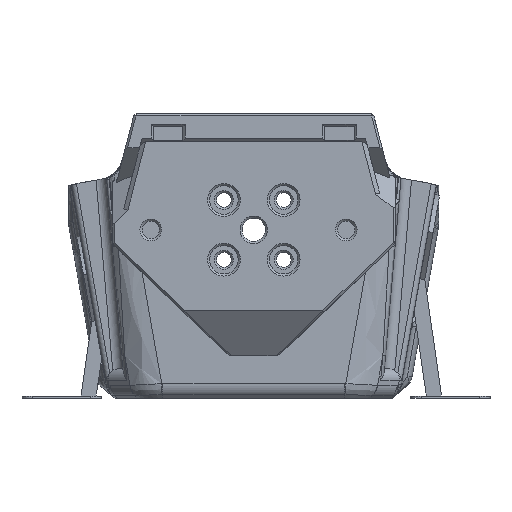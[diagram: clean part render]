
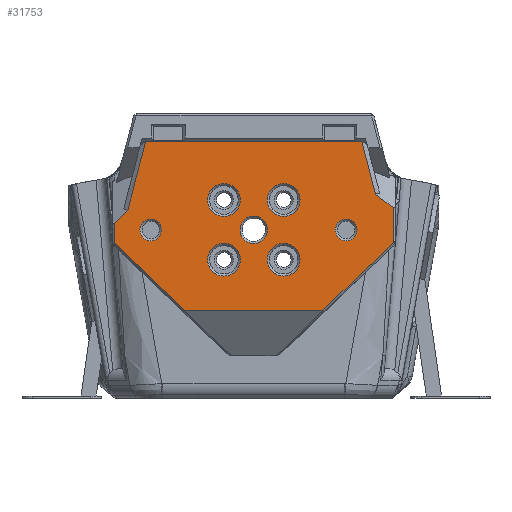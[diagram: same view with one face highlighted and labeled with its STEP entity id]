
A CAD part, front view. The second image highlights one B-rep face of the part: STEP entity #31753.
In plain terms, the highlighted planar face has unit normal (0, -1, 0).
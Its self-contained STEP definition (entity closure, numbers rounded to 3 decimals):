
#2456=CIRCLE('',#34284,2.05);
#2457=CIRCLE('',#34285,2.05);
#2458=CIRCLE('',#34286,2.6);
#2459=CIRCLE('',#34287,3.1);
#2460=CIRCLE('',#34288,3.1);
#2461=CIRCLE('',#34289,3.1);
#2462=CIRCLE('',#34290,3.1);
#8811=ORIENTED_EDGE('',*,*,#15405,.T.);
#8812=ORIENTED_EDGE('',*,*,#15406,.T.);
#8813=ORIENTED_EDGE('',*,*,#12694,.F.);
#8814=ORIENTED_EDGE('',*,*,#15407,.T.);
#8815=ORIENTED_EDGE('',*,*,#15408,.T.);
#8816=ORIENTED_EDGE('',*,*,#15409,.T.);
#8817=ORIENTED_EDGE('',*,*,#15410,.T.);
#8818=ORIENTED_EDGE('',*,*,#15411,.T.);
#8819=ORIENTED_EDGE('',*,*,#15412,.T.);
#8820=ORIENTED_EDGE('',*,*,#15413,.T.);
#8821=ORIENTED_EDGE('',*,*,#12703,.F.);
#8822=ORIENTED_EDGE('',*,*,#15414,.T.);
#8823=ORIENTED_EDGE('',*,*,#15415,.T.);
#8824=ORIENTED_EDGE('',*,*,#15416,.F.);
#8825=ORIENTED_EDGE('',*,*,#15417,.F.);
#8826=ORIENTED_EDGE('',*,*,#15418,.T.);
#8827=ORIENTED_EDGE('',*,*,#15419,.T.);
#12694=EDGE_CURVE('',#17355,#17356,#20280,.T.);
#12703=EDGE_CURVE('',#17364,#17365,#20289,.F.);
#15405=EDGE_CURVE('',#19046,#19046,#2456,.T.);
#15406=EDGE_CURVE('',#19047,#19047,#2457,.T.);
#15407=EDGE_CURVE('',#17355,#19048,#21814,.T.);
#15408=EDGE_CURVE('',#19048,#19049,#21815,.F.);
#15409=EDGE_CURVE('',#19049,#19050,#21816,.T.);
#15410=EDGE_CURVE('',#19050,#19051,#21817,.T.);
#15411=EDGE_CURVE('',#19051,#19052,#21818,.T.);
#15412=EDGE_CURVE('',#19052,#19053,#21819,.T.);
#15413=EDGE_CURVE('',#19053,#17365,#21820,.T.);
#15414=EDGE_CURVE('',#17364,#17356,#21821,.T.);
#15415=EDGE_CURVE('',#19054,#19054,#2458,.F.);
#15416=EDGE_CURVE('',#19055,#19055,#2459,.F.);
#15417=EDGE_CURVE('',#19056,#19056,#2460,.F.);
#15418=EDGE_CURVE('',#19057,#19057,#2461,.F.);
#15419=EDGE_CURVE('',#19058,#19058,#2462,.F.);
#17355=VERTEX_POINT('',#44752);
#17356=VERTEX_POINT('',#44754);
#17364=VERTEX_POINT('',#44771);
#17365=VERTEX_POINT('',#44773);
#19046=VERTEX_POINT('',#56788);
#19047=VERTEX_POINT('',#56790);
#19048=VERTEX_POINT('',#56792);
#19049=VERTEX_POINT('',#56794);
#19050=VERTEX_POINT('',#56796);
#19051=VERTEX_POINT('',#56798);
#19052=VERTEX_POINT('',#56800);
#19053=VERTEX_POINT('',#56802);
#19054=VERTEX_POINT('',#56806);
#19055=VERTEX_POINT('',#56808);
#19056=VERTEX_POINT('',#56810);
#19057=VERTEX_POINT('',#56812);
#19058=VERTEX_POINT('',#56814);
#20280=LINE('',#44753,#23149);
#20289=LINE('',#44772,#23158);
#21814=LINE('',#56791,#24683);
#21815=LINE('',#56793,#24684);
#21816=LINE('',#56795,#24685);
#21817=LINE('',#56797,#24686);
#21818=LINE('',#56799,#24687);
#21819=LINE('',#56801,#24688);
#21820=LINE('',#56803,#24689);
#21821=LINE('',#56804,#24690);
#23149=VECTOR('',#35867,1000.);
#23158=VECTOR('',#35878,1000.);
#24683=VECTOR('',#40331,1000.);
#24684=VECTOR('',#40332,1000.);
#24685=VECTOR('',#40333,1000.);
#24686=VECTOR('',#40334,1000.);
#24687=VECTOR('',#40335,1000.);
#24688=VECTOR('',#40336,1000.);
#24689=VECTOR('',#40337,1000.);
#24690=VECTOR('',#40338,1000.);
#26888=EDGE_LOOP('',(#8811));
#26889=EDGE_LOOP('',(#8812));
#26890=EDGE_LOOP('',(#8813,#8814,#8815,#8816,#8817,#8818,#8819,#8820,#8821,
#8822));
#26891=EDGE_LOOP('',(#8823));
#26892=EDGE_LOOP('',(#8824));
#26893=EDGE_LOOP('',(#8825));
#26894=EDGE_LOOP('',(#8826));
#26895=EDGE_LOOP('',(#8827));
#28836=FACE_BOUND('',#26888,.T.);
#28837=FACE_BOUND('',#26889,.T.);
#28838=FACE_BOUND('',#26890,.T.);
#28839=FACE_BOUND('',#26891,.T.);
#28840=FACE_BOUND('',#26892,.T.);
#28841=FACE_BOUND('',#26893,.T.);
#28842=FACE_BOUND('',#26894,.T.);
#28843=FACE_BOUND('',#26895,.T.);
#30164=PLANE('',#34283);
#31753=ADVANCED_FACE('',(#28836,#28837,#28838,#28839,#28840,#28841,#28842,
#28843),#30164,.T.);
#34283=AXIS2_PLACEMENT_3D('',#56786,#40325,#40326);
#34284=AXIS2_PLACEMENT_3D('',#56787,#40327,#40328);
#34285=AXIS2_PLACEMENT_3D('',#56789,#40329,#40330);
#34286=AXIS2_PLACEMENT_3D('',#56805,#40339,#40340);
#34287=AXIS2_PLACEMENT_3D('',#56807,#40341,#40342);
#34288=AXIS2_PLACEMENT_3D('',#56809,#40343,#40344);
#34289=AXIS2_PLACEMENT_3D('',#56811,#40345,#40346);
#34290=AXIS2_PLACEMENT_3D('',#56813,#40347,#40348);
#35867=DIRECTION('',(1.,0.,0.));
#35878=DIRECTION('',(-0.797,0.,0.604));
#40325=DIRECTION('',(0.,-1.,0.));
#40326=DIRECTION('',(1.,0.,0.));
#40327=DIRECTION('',(0.,1.,0.));
#40328=DIRECTION('',(0.,0.,1.));
#40329=DIRECTION('',(0.,1.,0.));
#40330=DIRECTION('',(0.,0.,1.));
#40331=DIRECTION('',(-0.25,0.,-0.968));
#40332=DIRECTION('',(0.714,0.,0.7));
#40333=DIRECTION('',(0.,0.,-1.));
#40334=DIRECTION('',(0.722,0.,-0.692));
#40335=DIRECTION('',(1.,0.,0.));
#40336=DIRECTION('',(0.722,0.,0.692));
#40337=DIRECTION('',(0.,0.,1.));
#40338=DIRECTION('',(-0.25,0.,0.968));
#40339=DIRECTION('',(0.,-1.,0.));
#40340=DIRECTION('',(0.,0.,-1.));
#40341=DIRECTION('',(0.,1.,0.));
#40342=DIRECTION('',(0.,0.,-1.));
#40343=DIRECTION('',(0.,1.,0.));
#40344=DIRECTION('',(0.,0.,-1.));
#40345=DIRECTION('',(0.,-1.,0.));
#40346=DIRECTION('',(0.,0.,-1.));
#40347=DIRECTION('',(0.,-1.,0.));
#40348=DIRECTION('',(0.,0.,-1.));
#44752=CARTESIAN_POINT('',(-20.456,-30.914,48.625));
#44753=CARTESIAN_POINT('',(-134.803,-30.914,48.625));
#44754=CARTESIAN_POINT('',(20.456,-30.914,48.625));
#44771=CARTESIAN_POINT('',(23.055,-30.914,38.578));
#44772=CARTESIAN_POINT('',(14.843,-30.914,44.803));
#44773=CARTESIAN_POINT('',(26.393,-30.914,36.048));
#56786=CARTESIAN_POINT('',(0.,-30.914,25.221));
#56787=CARTESIAN_POINT('',(17.499,-30.914,31.853));
#56788=CARTESIAN_POINT('',(17.499,-30.914,33.903));
#56789=CARTESIAN_POINT('',(-19.501,-30.914,31.853));
#56790=CARTESIAN_POINT('',(-19.501,-30.914,33.903));
#56791=CARTESIAN_POINT('',(-24.847,-30.914,31.647));
#56792=CARTESIAN_POINT('',(-23.831,-30.914,35.576));
#56793=CARTESIAN_POINT('',(-16.851,-30.914,42.416));
#56794=CARTESIAN_POINT('',(-26.393,-30.914,33.065));
#56795=CARTESIAN_POINT('',(-26.393,-30.914,25.221));
#56796=CARTESIAN_POINT('',(-26.393,-30.914,29.389));
#56797=CARTESIAN_POINT('',(-10.556,-30.914,14.208));
#56798=CARTESIAN_POINT('',(-13.09,-30.914,16.638));
#56799=CARTESIAN_POINT('',(-2.754,-30.914,16.638));
#56800=CARTESIAN_POINT('',(13.09,-30.914,16.638));
#56801=CARTESIAN_POINT('',(10.556,-30.914,14.208));
#56802=CARTESIAN_POINT('',(26.393,-30.914,29.389));
#56803=CARTESIAN_POINT('',(26.393,-30.914,25.221));
#56804=CARTESIAN_POINT('',(24.847,-30.914,31.647));
#56805=CARTESIAN_POINT('',(0.,-30.914,31.85));
#56806=CARTESIAN_POINT('',(0.,-30.914,29.25));
#56807=CARTESIAN_POINT('',(5.657,-30.914,37.507));
#56808=CARTESIAN_POINT('',(5.657,-30.914,34.407));
#56809=CARTESIAN_POINT('',(5.657,-30.914,26.193));
#56810=CARTESIAN_POINT('',(5.657,-30.914,23.093));
#56811=CARTESIAN_POINT('',(-5.657,-30.914,37.507));
#56812=CARTESIAN_POINT('',(-5.657,-30.914,34.407));
#56813=CARTESIAN_POINT('',(-5.657,-30.914,26.193));
#56814=CARTESIAN_POINT('',(-5.657,-30.914,23.093));
